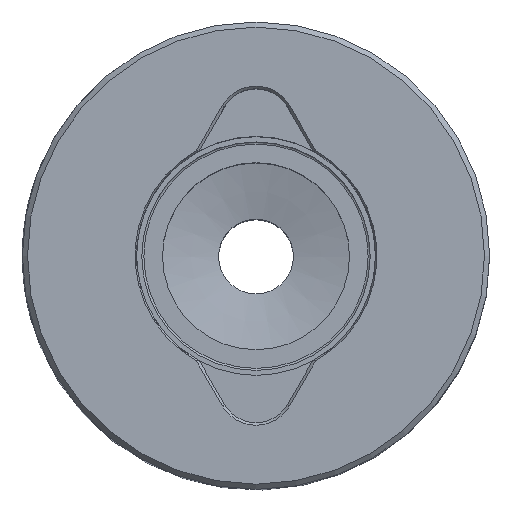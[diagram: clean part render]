
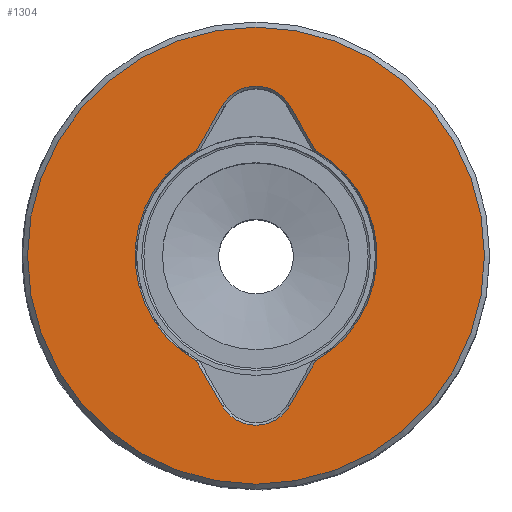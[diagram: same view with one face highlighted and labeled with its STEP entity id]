
A CAD part, top view. The second image highlights one B-rep face of the part: STEP entity #1304.
In plain terms, the highlighted planar face has unit normal (0, 0, 1).
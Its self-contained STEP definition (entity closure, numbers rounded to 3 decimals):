
#15 = AXIS2_PLACEMENT_3D ( 'NONE', #1756, #124, #1587 ) ;
#18 = VECTOR ( 'NONE', #238, 1000. ) ;
#79 = VERTEX_POINT ( 'NONE', #1658 ) ;
#80 = DIRECTION ( 'NONE',  ( 0., 0., -1. ) ) ;
#87 = EDGE_CURVE ( 'NONE', #616, #79, #1155, .T. ) ;
#95 = FACE_OUTER_BOUND ( 'NONE', #1717, .T. ) ;
#112 = VERTEX_POINT ( 'NONE', #2073 ) ;
#124 = DIRECTION ( 'NONE',  ( 0., 0., -1. ) ) ;
#176 = VECTOR ( 'NONE', #222, 1000. ) ;
#222 = DIRECTION ( 'NONE',  ( -0.5, 0.866, 0. ) ) ;
#238 = DIRECTION ( 'NONE',  ( -0.5, -0.866, 0. ) ) ;
#326 = EDGE_CURVE ( 'NONE', #1823, #112, #343, .T. ) ;
#343 = CIRCLE ( 'NONE', #615, 23.289 ) ;
#369 = ORIENTED_EDGE ( 'NONE', *, *, #1141, .T. ) ;
#418 = CARTESIAN_POINT ( 'NONE',  ( 6.495, -28.9, 0. ) ) ;
#435 = LINE ( 'NONE', #572, #176 ) ;
#441 = AXIS2_PLACEMENT_3D ( 'NONE', #2121, #1640, #957 ) ;
#449 = VERTEX_POINT ( 'NONE', #612 ) ;
#460 = LINE ( 'NONE', #1510, #1067 ) ;
#497 = CARTESIAN_POINT ( 'NONE',  ( 11.077, 20.964, 0. ) ) ;
#572 = CARTESIAN_POINT ( 'NONE',  ( -11.077, -20.964, 0. ) ) ;
#612 = CARTESIAN_POINT ( 'NONE',  ( -6.495, -28.9, 0. ) ) ;
#615 = AXIS2_PLACEMENT_3D ( 'NONE', #955, #1114, #1947 ) ;
#616 = VERTEX_POINT ( 'NONE', #867 ) ;
#618 = ORIENTED_EDGE ( 'NONE', *, *, #87, .T. ) ;
#703 = VECTOR ( 'NONE', #2086, 1000. ) ;
#767 = DIRECTION ( 'NONE',  ( 0., 0., -1. ) ) ;
#768 = EDGE_CURVE ( 'NONE', #1087, #616, #1101, .T. ) ;
#789 = CARTESIAN_POINT ( 'NONE',  ( 6.495, -28.9, 0. ) ) ;
#794 = AXIS2_PLACEMENT_3D ( 'NONE', #1426, #767, #1920 ) ;
#814 = FACE_BOUND ( 'NONE', #1691, .T. ) ;
#822 = DIRECTION ( 'NONE',  ( 1., 0., 0. ) ) ;
#867 = CARTESIAN_POINT ( 'NONE',  ( 6.495, 28.9, 0. ) ) ;
#881 = CARTESIAN_POINT ( 'NONE',  ( -11.483, -20.261, 0. ) ) ;
#916 = CIRCLE ( 'NONE', #15, 7.5 ) ;
#946 = CARTESIAN_POINT ( 'NONE',  ( 44., 0., 0. ) ) ;
#955 = CARTESIAN_POINT ( 'NONE',  ( 0., 0., 0. ) ) ;
#957 = DIRECTION ( 'NONE',  ( 1., 0., 0. ) ) ;
#977 = EDGE_CURVE ( 'NONE', #449, #1823, #435, .T. ) ;
#998 = EDGE_CURVE ( 'NONE', #1249, #1699, #1152, .T. ) ;
#1004 = AXIS2_PLACEMENT_3D ( 'NONE', #1073, #80, #1402 ) ;
#1045 = ORIENTED_EDGE ( 'NONE', *, *, #977, .T. ) ;
#1067 = VECTOR ( 'NONE', #1685, 1000. ) ;
#1073 = CARTESIAN_POINT ( 'NONE',  ( 0., 25.15, 0. ) ) ;
#1076 = CARTESIAN_POINT ( 'NONE',  ( 11.483, -20.261, 0. ) ) ;
#1087 = VERTEX_POINT ( 'NONE', #2039 ) ;
#1098 = CIRCLE ( 'NONE', #441, 44. ) ;
#1101 = CIRCLE ( 'NONE', #1004, 7.5 ) ;
#1114 = DIRECTION ( 'NONE',  ( 0., 0., -1. ) ) ;
#1141 = EDGE_CURVE ( 'NONE', #1699, #449, #916, .T. ) ;
#1152 = LINE ( 'NONE', #418, #18 ) ;
#1155 = LINE ( 'NONE', #497, #703 ) ;
#1174 = CARTESIAN_POINT ( 'NONE',  ( 0., 0., 0. ) ) ;
#1249 = VERTEX_POINT ( 'NONE', #1076 ) ;
#1304 = ADVANCED_FACE ( 'NONE', ( #95, #814 ), #1331, .T. ) ;
#1331 = PLANE ( 'NONE',  #1404 ) ;
#1357 = ORIENTED_EDGE ( 'NONE', *, *, #326, .T. ) ;
#1402 = DIRECTION ( 'NONE',  ( 1., 0., 0. ) ) ;
#1404 = AXIS2_PLACEMENT_3D ( 'NONE', #1174, #1968, #822 ) ;
#1426 = CARTESIAN_POINT ( 'NONE',  ( 0., 0., 0. ) ) ;
#1473 = ORIENTED_EDGE ( 'NONE', *, *, #1617, .T. ) ;
#1491 = ORIENTED_EDGE ( 'NONE', *, *, #1955, .T. ) ;
#1510 = CARTESIAN_POINT ( 'NONE',  ( -6.495, 28.9, 0. ) ) ;
#1587 = DIRECTION ( 'NONE',  ( 1., 0., 0. ) ) ;
#1617 = EDGE_CURVE ( 'NONE', #79, #1249, #1868, .T. ) ;
#1640 = DIRECTION ( 'NONE',  ( 0., 0., 1. ) ) ;
#1658 = CARTESIAN_POINT ( 'NONE',  ( 11.483, 20.261, 0. ) ) ;
#1663 = VERTEX_POINT ( 'NONE', #946 ) ;
#1685 = DIRECTION ( 'NONE',  ( 0.5, 0.866, 0. ) ) ;
#1691 = EDGE_LOOP ( 'NONE', ( #369, #1045, #1357, #1491, #1852, #618, #1473, #2030 ) ) ;
#1699 = VERTEX_POINT ( 'NONE', #789 ) ;
#1717 = EDGE_LOOP ( 'NONE', ( #2037 ) ) ;
#1720 = EDGE_CURVE ( 'NONE', #1663, #1663, #1098, .T. ) ;
#1756 = CARTESIAN_POINT ( 'NONE',  ( 0., -25.15, 0. ) ) ;
#1823 = VERTEX_POINT ( 'NONE', #881 ) ;
#1852 = ORIENTED_EDGE ( 'NONE', *, *, #768, .T. ) ;
#1868 = CIRCLE ( 'NONE', #794, 23.289 ) ;
#1920 = DIRECTION ( 'NONE',  ( 1., 0., 0. ) ) ;
#1947 = DIRECTION ( 'NONE',  ( 1., 0., 0. ) ) ;
#1955 = EDGE_CURVE ( 'NONE', #112, #1087, #460, .T. ) ;
#1968 = DIRECTION ( 'NONE',  ( 0., 0., 1. ) ) ;
#2030 = ORIENTED_EDGE ( 'NONE', *, *, #998, .T. ) ;
#2037 = ORIENTED_EDGE ( 'NONE', *, *, #1720, .T. ) ;
#2039 = CARTESIAN_POINT ( 'NONE',  ( -6.495, 28.9, 0. ) ) ;
#2073 = CARTESIAN_POINT ( 'NONE',  ( -11.483, 20.261, 0. ) ) ;
#2086 = DIRECTION ( 'NONE',  ( 0.5, -0.866, 0. ) ) ;
#2121 = CARTESIAN_POINT ( 'NONE',  ( 0., 0., 0. ) ) ;
